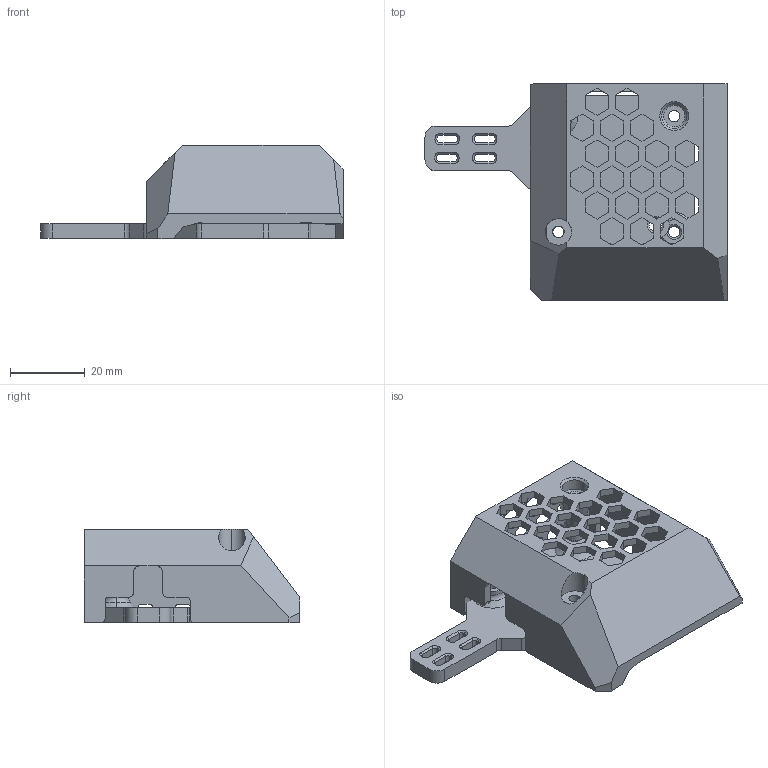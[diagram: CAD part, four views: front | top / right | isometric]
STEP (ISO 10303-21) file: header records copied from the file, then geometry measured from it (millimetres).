
FILE_DESCRIPTION (( 'STEP AP214' ), '1' );
FILE_NAME ('StealthBurner_LGX_Huvud-Mount-and-Cover.STEP', '2023-01-01T06:10:30', ( '' ), ( '' ), 'SwSTEP 2.0', 'SolidWorks 2022', '' );
FILE_SCHEMA (( 'AUTOMOTIVE_DESIGN' ));
Length unit declared in the file: millimetre
Products named in the file (3): Cover-Huvud-to-LGX; StealthBurner_LGX_Huvud-Mount-and-Cover; Mount-Huvud-to-LGX
Assembly tree (2 placements, depth 2):
  StealthBurner_LGX_Huvud-Mount-and-Cover
    Cover-Huvud-to-LGX
    Mount-Huvud-to-LGX
Bounding box: 80.84 x 57.79 x 25 mm (x, y, z)
Volume: 19974.4 mm3; surface area: 19164.2 mm2
Topology: 2 solids, 2 shells, 512 faces, 1425 edges, 913 vertices
Faces by surface type: plane 350, cylinder 80, cone 68, torus 12, bspline 2
Entity records: 16679 total; most frequent: CARTESIAN_POINT 3153, ORIENTED_EDGE 2850, DIRECTION 2682, EDGE_CURVE 1425, VECTOR 1150, LINE 1150, VERTEX_POINT 913, AXIS2_PLACEMENT_3D 766
